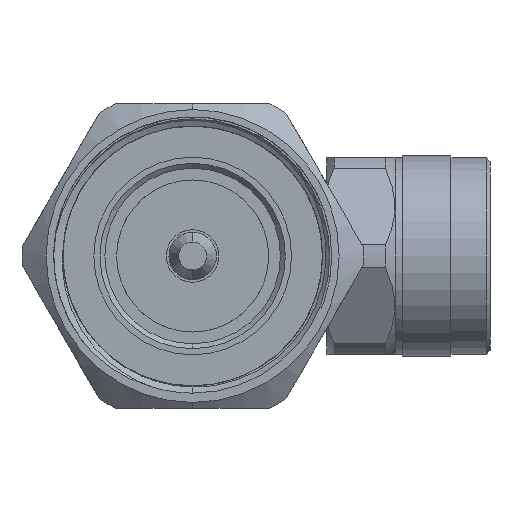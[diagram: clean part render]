
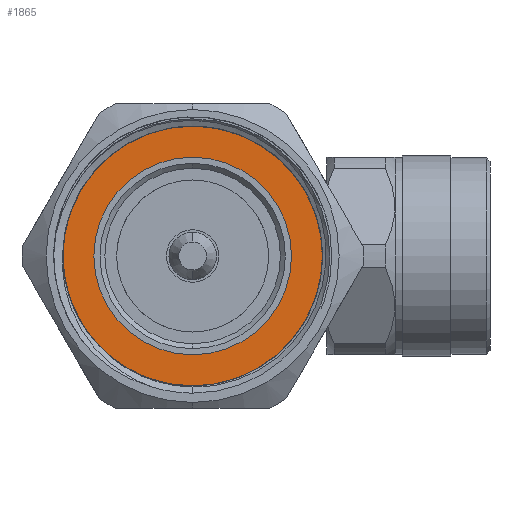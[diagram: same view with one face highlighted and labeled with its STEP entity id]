
A CAD part, left-side view. The second image highlights one B-rep face of the part: STEP entity #1865.
In plain terms, the highlighted planar face has unit normal (-1, 0, 0).
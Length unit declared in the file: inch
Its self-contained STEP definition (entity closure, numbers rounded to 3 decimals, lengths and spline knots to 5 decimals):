
#207 = EDGE_CURVE ( 'NONE', #4854, #5067, #257, .T. ) ;
#257 = CIRCLE ( 'NONE', #6117, 0.57237 ) ;
#547 = PLANE ( 'NONE',  #1575 ) ;
#592 = EDGE_LOOP ( 'NONE', ( #5538, #2337 ) ) ;
#1575 = AXIS2_PLACEMENT_3D ( 'NONE', #2858, #4163, #13476 ) ;
#1865 = ADVANCED_FACE ( 'NONE', ( #13327, #7666 ), #547, .T. ) ;
#2337 = ORIENTED_EDGE ( 'NONE', *, *, #14210, .F. ) ;
#2696 = DIRECTION ( 'NONE',  ( -1., 0., 0. ) ) ;
#2858 = CARTESIAN_POINT ( 'NONE',  ( 0.39764, 0., 0. ) ) ;
#3373 = ORIENTED_EDGE ( 'NONE', *, *, #13725, .T. ) ;
#3675 = DIRECTION ( 'NONE',  ( 0., 0., 1. ) ) ;
#3780 = AXIS2_PLACEMENT_3D ( 'NONE', #3998, #2696, #4919 ) ;
#3998 = CARTESIAN_POINT ( 'NONE',  ( 0.39764, 0., 0. ) ) ;
#4163 = DIRECTION ( 'NONE',  ( -1., 0., 0. ) ) ;
#4608 = EDGE_CURVE ( 'NONE', #13823, #13450, #14983, .T. ) ;
#4854 = VERTEX_POINT ( 'NONE', #11093 ) ;
#4919 = DIRECTION ( 'NONE',  ( 0., 0., 1. ) ) ;
#5067 = VERTEX_POINT ( 'NONE', #10543 ) ;
#5144 = AXIS2_PLACEMENT_3D ( 'NONE', #8154, #13874, #11805 ) ;
#5203 = CARTESIAN_POINT ( 'NONE',  ( 0.39764, 0., -0.40551 ) ) ;
#5538 = ORIENTED_EDGE ( 'NONE', *, *, #4608, .F. ) ;
#5849 = ORIENTED_EDGE ( 'NONE', *, *, #207, .T. ) ;
#5958 = CARTESIAN_POINT ( 'NONE',  ( 0.39764, 0., 0. ) ) ;
#6117 = AXIS2_PLACEMENT_3D ( 'NONE', #13359, #7398, #6166 ) ;
#6166 = DIRECTION ( 'NONE',  ( 0., 0., 1. ) ) ;
#7181 = DIRECTION ( 'NONE',  ( -1., 0., 0. ) ) ;
#7398 = DIRECTION ( 'NONE',  ( -1., 0., 0. ) ) ;
#7666 = FACE_BOUND ( 'NONE', #592, .T. ) ;
#8154 = CARTESIAN_POINT ( 'NONE',  ( 0.39764, 0., 0. ) ) ;
#10253 = AXIS2_PLACEMENT_3D ( 'NONE', #5958, #7181, #3675 ) ;
#10543 = CARTESIAN_POINT ( 'NONE',  ( 0.39764, 0., -0.57237 ) ) ;
#11093 = CARTESIAN_POINT ( 'NONE',  ( 0.39764, 0., 0.57237 ) ) ;
#11730 = CIRCLE ( 'NONE', #5144, 0.40551 ) ;
#11805 = DIRECTION ( 'NONE',  ( 0., 0., 1. ) ) ;
#13186 = CIRCLE ( 'NONE', #10253, 0.57237 ) ;
#13269 = CARTESIAN_POINT ( 'NONE',  ( 0.39764, 0., 0.40551 ) ) ;
#13327 = FACE_OUTER_BOUND ( 'NONE', #14575, .T. ) ;
#13359 = CARTESIAN_POINT ( 'NONE',  ( 0.39764, 0., 0. ) ) ;
#13450 = VERTEX_POINT ( 'NONE', #13269 ) ;
#13476 = DIRECTION ( 'NONE',  ( 0., 0., 1. ) ) ;
#13725 = EDGE_CURVE ( 'NONE', #5067, #4854, #13186, .T. ) ;
#13823 = VERTEX_POINT ( 'NONE', #5203 ) ;
#13874 = DIRECTION ( 'NONE',  ( -1., 0., 0. ) ) ;
#14210 = EDGE_CURVE ( 'NONE', #13450, #13823, #11730, .T. ) ;
#14575 = EDGE_LOOP ( 'NONE', ( #5849, #3373 ) ) ;
#14983 = CIRCLE ( 'NONE', #3780, 0.40551 ) ;
